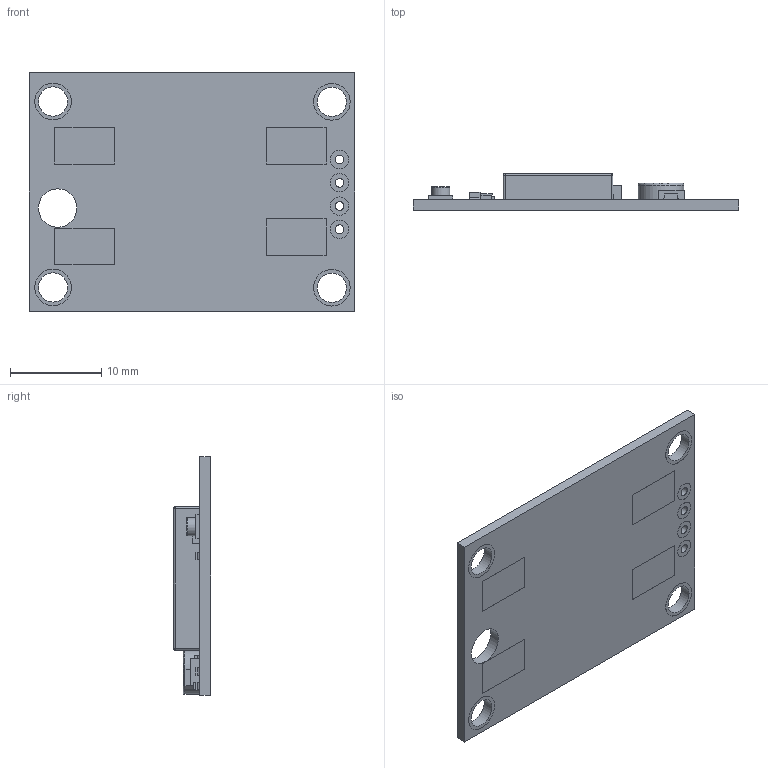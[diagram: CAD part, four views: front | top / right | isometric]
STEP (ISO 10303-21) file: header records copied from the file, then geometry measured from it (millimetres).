
FILE_DESCRIPTION(/* description */ (''),/* implementation_level */ '2;1');
FILE_NAME(/* name */ 'GPS_ublox_board.step',/* time_stamp */ '2022-09-18T20:46:14-03:00',/* author */ (''),/* organization */ (''),/* preprocessor_version */ 'ST-DEVELOPER v19',/* originating_system */ 'Autodesk Translation Framework v11.7.0.108',/* authorisation */ '');
FILE_SCHEMA (('AUTOMOTIVE_DESIGN { 1 0 10303 214 3 1 1 }'));
Length unit declared in the file: millimetre
Products named in the file (1): (Sin guardar)
Bounding box: 35.6 x 4.06 x 26.08 mm (x, y, z)
Volume: 1667.3 mm3; surface area: 2249.5 mm2
Topology: 1 solids, 1 shells, 183 faces, 424 edges, 276 vertices
Faces by surface type: plane 119, cylinder 57, sphere 4, torus 2, bspline 1
Full cylindrical faces by diameter (mm): 0.5 x1, 0.96 x4, 1.7 x1, 2 x9, 3.2 x4, 4 x8, 4.2 x1, 5 x1
Entity records: 5356 total; most frequent: DIRECTION 909, CARTESIAN_POINT 906, ORIENTED_EDGE 840, EDGE_CURVE 420, AXIS2_PLACEMENT_3D 306, LINE 297, VECTOR 297, VERTEX_POINT 276
